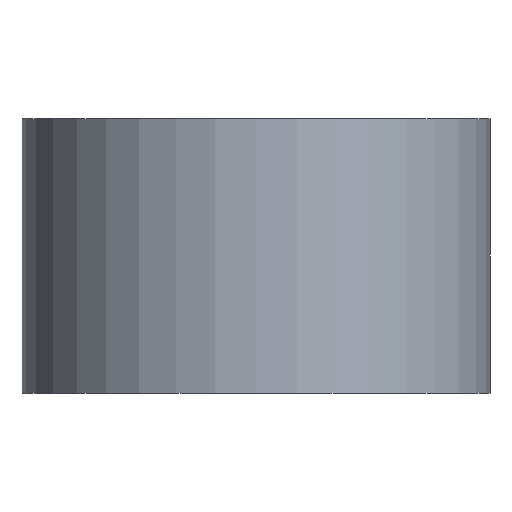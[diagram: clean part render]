
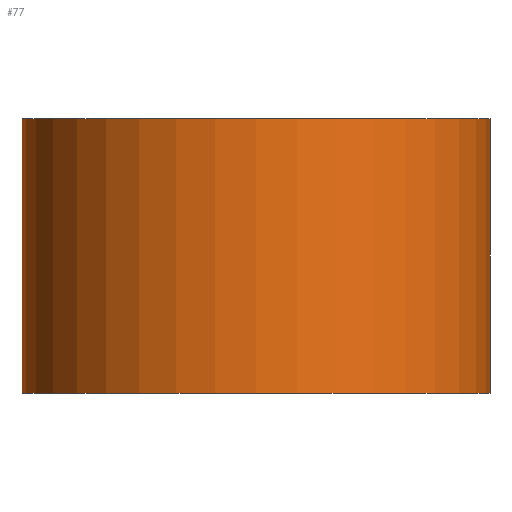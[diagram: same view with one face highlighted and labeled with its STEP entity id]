
A CAD part, front view. The second image highlights one B-rep face of the part: STEP entity #77.
In plain terms, the highlighted cylindrical face has radius 8.45 mm (diameter 16.9 mm), a full revolution.
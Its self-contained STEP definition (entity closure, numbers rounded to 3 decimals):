
#20=LINE('',#173,#22);
#22=VECTOR('',#124,8.45);
#24=CYLINDRICAL_SURFACE('',#100,8.45);
#28=FACE_OUTER_BOUND('',#34,.T.);
#34=EDGE_LOOP('',(#66,#67,#68,#69));
#42=CIRCLE('',#101,8.45);
#43=CIRCLE('',#102,8.45);
#47=VERTEX_POINT('',#170);
#48=VERTEX_POINT('',#172);
#54=EDGE_CURVE('',#47,#47,#42,.T.);
#55=EDGE_CURVE('',#47,#48,#20,.T.);
#56=EDGE_CURVE('',#48,#48,#43,.T.);
#66=ORIENTED_EDGE('',*,*,#54,.F.);
#67=ORIENTED_EDGE('',*,*,#55,.T.);
#68=ORIENTED_EDGE('',*,*,#56,.T.);
#69=ORIENTED_EDGE('',*,*,#55,.F.);
#77=ADVANCED_FACE('',(#28),#24,.T.);
#100=AXIS2_PLACEMENT_3D('',#169,#120,#121);
#101=AXIS2_PLACEMENT_3D('',#171,#122,#123);
#102=AXIS2_PLACEMENT_3D('',#174,#125,#126);
#120=DIRECTION('center_axis',(0.,0.,1.));
#121=DIRECTION('ref_axis',(1.,0.,0.));
#122=DIRECTION('center_axis',(0.,0.,1.));
#123=DIRECTION('ref_axis',(1.,0.,0.));
#124=DIRECTION('',(0.,0.,-1.));
#125=DIRECTION('center_axis',(0.,0.,1.));
#126=DIRECTION('ref_axis',(1.,0.,0.));
#169=CARTESIAN_POINT('Origin',(0.,0.,0.));
#170=CARTESIAN_POINT('',(-8.45,0.,9.9));
#171=CARTESIAN_POINT('Origin',(0.,0.,9.9));
#172=CARTESIAN_POINT('',(-8.45,0.,0.));
#173=CARTESIAN_POINT('',(-8.45,0.,0.));
#174=CARTESIAN_POINT('Origin',(0.,0.,0.));
